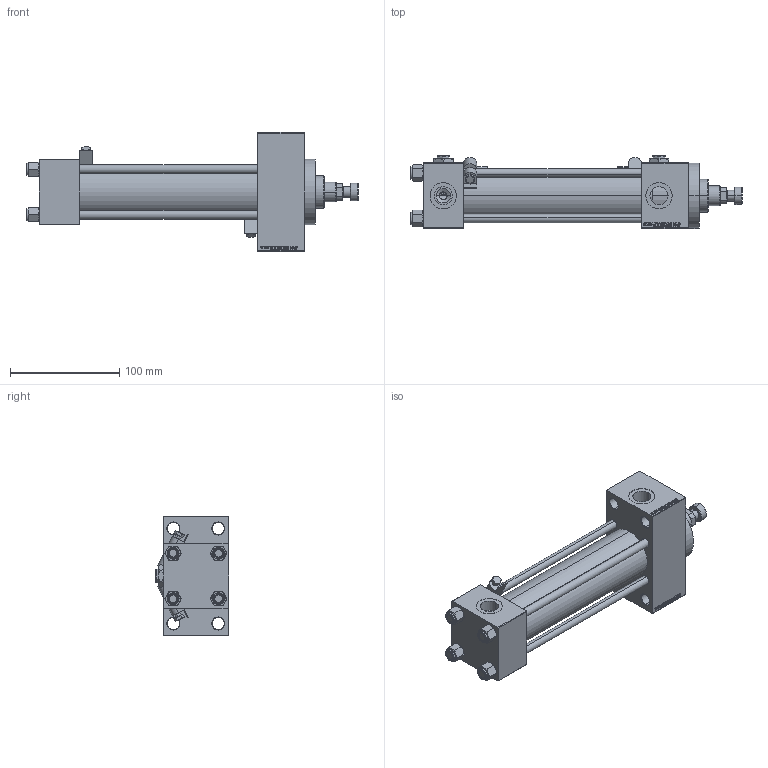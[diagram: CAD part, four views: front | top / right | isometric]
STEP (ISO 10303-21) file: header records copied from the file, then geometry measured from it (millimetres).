
FILE_DESCRIPTION (( 'STEP AP203' ), '1' );
FILE_NAME ('463f.STEP', '2025-04-16T10:32:30', ( '' ), ( '' ), 'SwSTEP 2.0', 'SolidWorks 2019', '' );
FILE_SCHEMA (( 'CONFIG_CONTROL_DESIGN' ));
Length unit declared in the file: millimetre
Products named in the file (9): MSRF_MSRG1 8a68ddf6dc2513925a03bd7a7cff624b; 463f; V215_VC_A 8a68ddf6dc2513925a03bd7a7cff624b; V215CR_D_TYCINKA 8a68ddf6dc2513925a03bd7a7cff624b; V215CR_D_Body 8a68ddf6dc2513925a03bd7a7cff624b; NUT_M5_D 8a68ddf6dc2513925a03bd7a7cff624b; V215CR_VCP_D 8a68ddf6dc2513925a03bd7a7cff624b; Zatka_pro_OIL_PORT 8a68ddf6dc2513925a03bd7a7cff624b; V215CR_ROD_END_W 8a68ddf6dc2513925a03bd7a7cff624b
Assembly tree (16 placements, depth 2):
  463f
    V215CR_D_Body 8a68ddf6dc2513925a03bd7a7cff624b
    V215CR_VCP_D 8a68ddf6dc2513925a03bd7a7cff624b
    NUT_M5_D 8a68ddf6dc2513925a03bd7a7cff624b  x4
    V215CR_D_TYCINKA 8a68ddf6dc2513925a03bd7a7cff624b  x4
    V215_VC_A 8a68ddf6dc2513925a03bd7a7cff624b
    V215CR_ROD_END_W 8a68ddf6dc2513925a03bd7a7cff624b
    MSRF_MSRG1 8a68ddf6dc2513925a03bd7a7cff624b  x2
    Zatka_pro_OIL_PORT 8a68ddf6dc2513925a03bd7a7cff624b  x2
Bounding box: 304 x 67 x 109 mm (x, y, z)
Volume: 609750.5 mm3; surface area: 175323 mm2
Topology: 16 solids, 16 shells, 1282 faces, 3164 edges, 2036 vertices
Faces by surface type: plane 585, bspline 368, cone 186, cylinder 131, torus 12
Entity records: 50787 total; most frequent: CARTESIAN_POINT 25934, ORIENTED_EDGE 5478, DIRECTION 3677, EDGE_CURVE 2739, VERTEX_POINT 1786, LINE 1613, VECTOR 1613, EDGE_LOOP 1229
